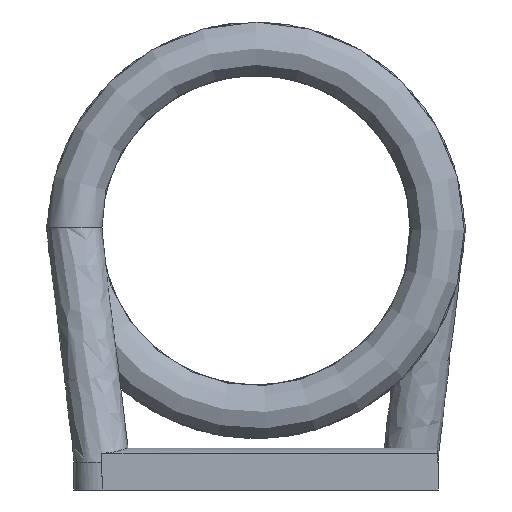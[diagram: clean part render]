
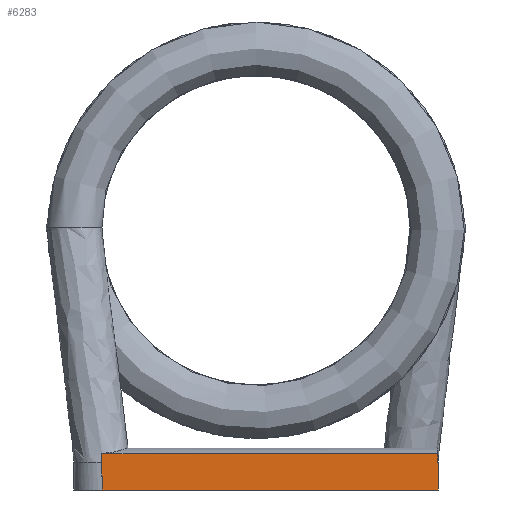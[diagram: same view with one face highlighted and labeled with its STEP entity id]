
A CAD part, left-side view. The second image highlights one B-rep face of the part: STEP entity #6283.
In plain terms, the highlighted planar face has unit normal (-1, 0, 0).
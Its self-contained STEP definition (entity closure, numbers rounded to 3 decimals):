
#5436 = VERTEX_POINT('',#5437);
#5437 = CARTESIAN_POINT('',(-7.429,3.173,0.573));
#5870 = VERTEX_POINT('',#5871);
#5871 = CARTESIAN_POINT('',(-7.429,-3.745,0.744));
#5878 = EDGE_CURVE('',#5879,#5870,#5881,.T.);
#5879 = VERTEX_POINT('',#5880);
#5880 = CARTESIAN_POINT('',(-7.429,3.173,0.744));
#5881 = LINE('',#5882,#5883);
#5882 = CARTESIAN_POINT('',(-7.429,3.173,0.744));
#5883 = VECTOR('',#5884,1.);
#5884 = DIRECTION('',(0.,-1.,0.));
#5902 = EDGE_CURVE('',#5879,#5436,#5903,.T.);
#5903 = LINE('',#5904,#5905);
#5904 = CARTESIAN_POINT('',(-7.429,3.173,0.744));
#5905 = VECTOR('',#5906,1.);
#5906 = DIRECTION('',(0.,0.,-1.));
#5945 = EDGE_CURVE('',#5436,#5946,#5948,.T.);
#5946 = VERTEX_POINT('',#5947);
#5947 = CARTESIAN_POINT('',(-7.429,3.173,0.286));
#5948 = LINE('',#5949,#5950);
#5949 = CARTESIAN_POINT('',(-7.429,3.173,0.744));
#5950 = VECTOR('',#5951,1.);
#5951 = DIRECTION('',(0.,0.,-1.));
#6156 = EDGE_CURVE('',#5870,#6157,#6159,.T.);
#6157 = VERTEX_POINT('',#6158);
#6158 = CARTESIAN_POINT('',(-7.429,-3.745,0.573));
#6159 = LINE('',#6160,#6161);
#6160 = CARTESIAN_POINT('',(-7.429,-3.745,0.744));
#6161 = VECTOR('',#6162,1.);
#6162 = DIRECTION('',(0.,0.,-1.));
#6181 = EDGE_CURVE('',#6182,#6157,#6184,.T.);
#6182 = VERTEX_POINT('',#6183);
#6183 = CARTESIAN_POINT('',(-7.429,-3.756,0.573));
#6184 = LINE('',#6185,#6186);
#6185 = CARTESIAN_POINT('',(-7.429,-3.756,0.573));
#6186 = VECTOR('',#6187,1.);
#6187 = DIRECTION('',(0.,1.,0.));
#6205 = VERTEX_POINT('',#6206);
#6206 = CARTESIAN_POINT('',(-7.429,-3.756,0.));
#6212 = EDGE_CURVE('',#6205,#6182,#6213,.T.);
#6213 = LINE('',#6214,#6215);
#6214 = CARTESIAN_POINT('',(-7.429,-3.756,0.));
#6215 = VECTOR('',#6216,1.);
#6216 = DIRECTION('',(0.,0.,1.));
#6230 = VERTEX_POINT('',#6231);
#6231 = CARTESIAN_POINT('',(-7.429,3.162,0.));
#6237 = EDGE_CURVE('',#6205,#6230,#6238,.T.);
#6238 = LINE('',#6239,#6240);
#6239 = CARTESIAN_POINT('',(-7.429,-3.756,0.));
#6240 = VECTOR('',#6241,1.);
#6241 = DIRECTION('',(0.,1.,0.));
#6283 = ADVANCED_FACE('',(#6284),#6307,.F.);
#6284 = FACE_BOUND('',#6285,.F.);
#6285 = EDGE_LOOP('',(#6286,#6287,#6288,#6289,#6290,#6291,#6292,#6300,
#6306));
#6286 = ORIENTED_EDGE('',*,*,#5902,.F.);
#6287 = ORIENTED_EDGE('',*,*,#5878,.T.);
#6288 = ORIENTED_EDGE('',*,*,#6156,.T.);
#6289 = ORIENTED_EDGE('',*,*,#6181,.F.);
#6290 = ORIENTED_EDGE('',*,*,#6212,.F.);
#6291 = ORIENTED_EDGE('',*,*,#6237,.T.);
#6292 = ORIENTED_EDGE('',*,*,#6293,.T.);
#6293 = EDGE_CURVE('',#6230,#6294,#6296,.T.);
#6294 = VERTEX_POINT('',#6295);
#6295 = CARTESIAN_POINT('',(-7.429,3.162,0.286));
#6296 = LINE('',#6297,#6298);
#6297 = CARTESIAN_POINT('',(-7.429,3.162,0.));
#6298 = VECTOR('',#6299,1.);
#6299 = DIRECTION('',(0.,0.,1.));
#6300 = ORIENTED_EDGE('',*,*,#6301,.F.);
#6301 = EDGE_CURVE('',#5946,#6294,#6302,.T.);
#6302 = LINE('',#6303,#6304);
#6303 = CARTESIAN_POINT('',(-7.429,3.173,0.286));
#6304 = VECTOR('',#6305,1.);
#6305 = DIRECTION('',(0.,-1.,0.));
#6306 = ORIENTED_EDGE('',*,*,#5945,.F.);
#6307 = PLANE('',#6308);
#6308 = AXIS2_PLACEMENT_3D('',#6309,#6310,#6311);
#6309 = CARTESIAN_POINT('',(-7.429,3.173,0.744));
#6310 = DIRECTION('',(1.,0.,0.));
#6311 = DIRECTION('',(0.,0.,-1.));
